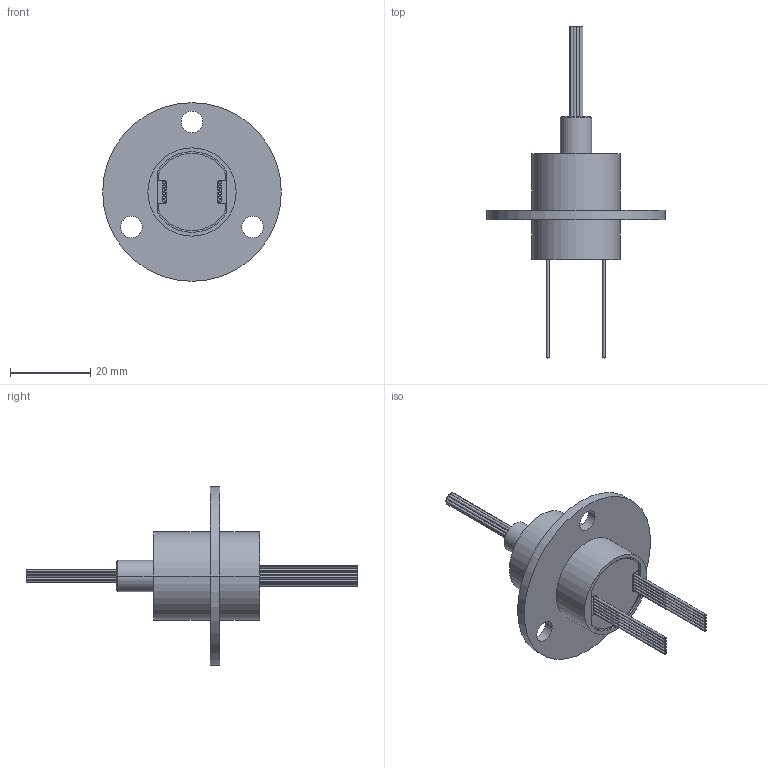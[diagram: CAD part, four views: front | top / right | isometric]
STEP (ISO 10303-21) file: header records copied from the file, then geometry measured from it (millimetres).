
FILE_DESCRIPTION((''),'2;1');
FILE_NAME('CA12X4AL','2011-12-13T',('MEGAUTO'),('MEGAUTO'),'PRO/ENGINEER BY PARAMETRIC TECHNOLOGY CORPORATION, 2007170','PRO/ENGINEER BY PARAMETRIC TECHNOLOGY CORPORATION, 2007170','');
FILE_SCHEMA(('CONFIG_CONTROL_DESIGN'));
Length unit declared in the file: millimetre
Products named in the file (1): CA12X4AL
Bounding box: 44.5 x 82.7 x 44.5 mm (x, y, z)
Volume: 12891.2 mm3; surface area: 7038.9 mm2
Topology: 13 solids, 13 shells, 146 faces, 296 edges, 198 vertices
Faces by surface type: cylinder 82, plane 60, cone 4
Entity records: 3936 total; most frequent: DIRECTION 762, CARTESIAN_POINT 640, ORIENTED_EDGE 592, AXIS2_PLACEMENT_3D 320, EDGE_CURVE 296, VERTEX_POINT 198, EDGE_LOOP 174, CIRCLE 174
